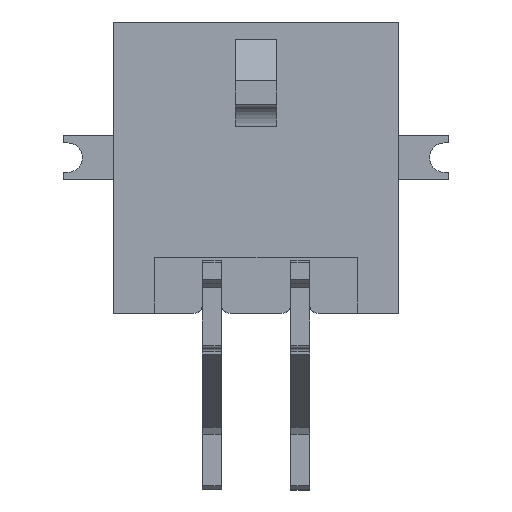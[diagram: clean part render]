
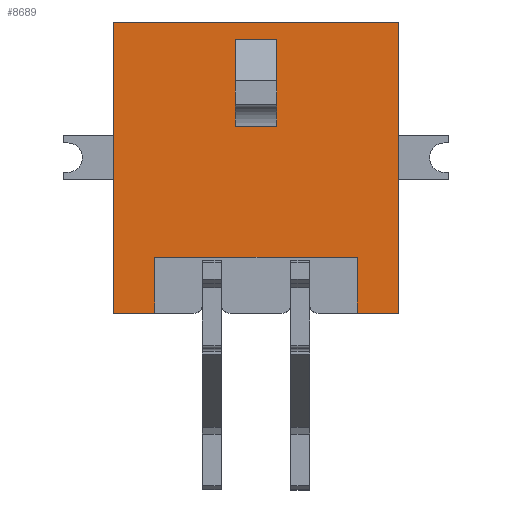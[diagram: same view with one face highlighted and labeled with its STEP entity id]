
A CAD part, top view. The second image highlights one B-rep face of the part: STEP entity #8689.
In plain terms, the highlighted planar face has unit normal (0, 0, 1).
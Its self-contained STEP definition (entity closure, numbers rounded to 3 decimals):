
#731=ORIENTED_EDGE('',*,*,#2225,.F.);
#732=ORIENTED_EDGE('',*,*,#2430,.F.);
#733=ORIENTED_EDGE('',*,*,#2431,.T.);
#734=ORIENTED_EDGE('',*,*,#2432,.T.);
#735=ORIENTED_EDGE('',*,*,#2433,.F.);
#736=ORIENTED_EDGE('',*,*,#2434,.F.);
#737=ORIENTED_EDGE('',*,*,#2220,.F.);
#738=ORIENTED_EDGE('',*,*,#2223,.F.);
#739=ORIENTED_EDGE('',*,*,#2195,.F.);
#740=ORIENTED_EDGE('',*,*,#2192,.F.);
#741=ORIENTED_EDGE('',*,*,#2199,.T.);
#742=ORIENTED_EDGE('',*,*,#2205,.T.);
#2192=EDGE_CURVE('',#3100,#3101,#3720,.T.);
#2195=EDGE_CURVE('',#3101,#3103,#3722,.T.);
#2199=EDGE_CURVE('',#3100,#3106,#3726,.T.);
#2205=EDGE_CURVE('',#3106,#3103,#3732,.T.);
#2220=EDGE_CURVE('',#3121,#3122,#3743,.T.);
#2223=EDGE_CURVE('',#3123,#3121,#3746,.T.);
#2225=EDGE_CURVE('',#3124,#3123,#3748,.T.);
#2430=EDGE_CURVE('',#3261,#3124,#3945,.T.);
#2431=EDGE_CURVE('',#3261,#3262,#3946,.T.);
#2432=EDGE_CURVE('',#3262,#3263,#3947,.T.);
#2433=EDGE_CURVE('',#3264,#3263,#3948,.T.);
#2434=EDGE_CURVE('',#3122,#3264,#3949,.T.);
#3100=VERTEX_POINT('',#11452);
#3101=VERTEX_POINT('',#11454);
#3103=VERTEX_POINT('',#11460);
#3106=VERTEX_POINT('',#11468);
#3121=VERTEX_POINT('',#11509);
#3122=VERTEX_POINT('',#11510);
#3123=VERTEX_POINT('',#11515);
#3124=VERTEX_POINT('',#11519);
#3261=VERTEX_POINT('',#11917);
#3262=VERTEX_POINT('',#11919);
#3263=VERTEX_POINT('',#11921);
#3264=VERTEX_POINT('',#11923);
#3720=LINE('',#11453,#4589);
#3722=LINE('',#11459,#4591);
#3726=LINE('',#11467,#4595);
#3732=LINE('',#11479,#4601);
#3743=LINE('',#11508,#4612);
#3746=LINE('',#11514,#4615);
#3748=LINE('',#11518,#4617);
#3945=LINE('',#11916,#4814);
#3946=LINE('',#11918,#4815);
#3947=LINE('',#11920,#4816);
#3948=LINE('',#11922,#4817);
#3949=LINE('',#11924,#4818);
#4589=VECTOR('',#9637,1000.);
#4591=VECTOR('',#9643,1000.);
#4595=VECTOR('',#9649,1000.);
#4601=VECTOR('',#9661,1000.);
#4612=VECTOR('',#9684,1000.);
#4615=VECTOR('',#9689,1000.);
#4617=VECTOR('',#9693,1000.);
#4814=VECTOR('',#10018,1000.);
#4815=VECTOR('',#10019,1000.);
#4816=VECTOR('',#10020,1000.);
#4817=VECTOR('',#10021,1000.);
#4818=VECTOR('',#10022,1000.);
#5348=EDGE_LOOP('',(#731,#732,#733,#734,#735,#736,#737,#738));
#5349=EDGE_LOOP('',(#739,#740,#741,#742));
#5697=FACE_BOUND('',#5348,.T.);
#5698=FACE_BOUND('',#5349,.T.);
#6041=PLANE('',#9044);
#8689=ADVANCED_FACE('',(#5697,#5698),#6041,.T.);
#9044=AXIS2_PLACEMENT_3D('',#11915,#10016,#10017);
#9637=DIRECTION('',(0.,-1.,0.));
#9643=DIRECTION('',(1.,0.,0.));
#9649=DIRECTION('',(1.,0.,0.));
#9661=DIRECTION('',(0.,-1.,0.));
#9684=DIRECTION('',(-1.,0.,0.));
#9689=DIRECTION('',(0.,1.,0.));
#9693=DIRECTION('',(1.,0.,0.));
#10016=DIRECTION('',(0.,0.,1.));
#10017=DIRECTION('',(1.,0.,0.));
#10018=DIRECTION('',(0.,1.,0.));
#10019=DIRECTION('',(1.,0.,0.));
#10020=DIRECTION('',(0.,1.,0.));
#10021=DIRECTION('',(1.,0.,0.));
#10022=DIRECTION('',(0.,1.,0.));
#11452=CARTESIAN_POINT('',(-3.55,5.55,6.86));
#11453=CARTESIAN_POINT('',(-3.55,5.55,6.86));
#11454=CARTESIAN_POINT('',(-3.55,4.15,6.86));
#11459=CARTESIAN_POINT('',(-2.8,4.15,6.86));
#11460=CARTESIAN_POINT('',(-0.6,4.15,6.86));
#11467=CARTESIAN_POINT('',(-2.8,5.55,6.86));
#11468=CARTESIAN_POINT('',(-0.6,5.55,6.86));
#11479=CARTESIAN_POINT('',(-0.6,5.55,6.86));
#11508=CARTESIAN_POINT('',(-8.,8.3,6.86));
#11509=CARTESIAN_POINT('',(-8.,8.3,6.86));
#11510=CARTESIAN_POINT('',(-9.9,8.3,6.86));
#11514=CARTESIAN_POINT('',(-8.,1.4,6.86));
#11515=CARTESIAN_POINT('',(-8.,1.4,6.86));
#11518=CARTESIAN_POINT('',(-9.9,1.4,6.86));
#11519=CARTESIAN_POINT('',(-9.9,1.4,6.86));
#11915=CARTESIAN_POINT('',(-9.9,0.,6.86));
#11916=CARTESIAN_POINT('',(-9.9,0.,6.86));
#11917=CARTESIAN_POINT('',(-9.9,0.,6.86));
#11918=CARTESIAN_POINT('',(-9.9,0.,6.86));
#11919=CARTESIAN_POINT('',(0.,0.,6.86));
#11920=CARTESIAN_POINT('',(0.,0.,6.86));
#11921=CARTESIAN_POINT('',(0.,9.7,6.86));
#11922=CARTESIAN_POINT('',(-9.9,9.7,6.86));
#11923=CARTESIAN_POINT('',(-9.9,9.7,6.86));
#11924=CARTESIAN_POINT('',(-9.9,0.,6.86));
